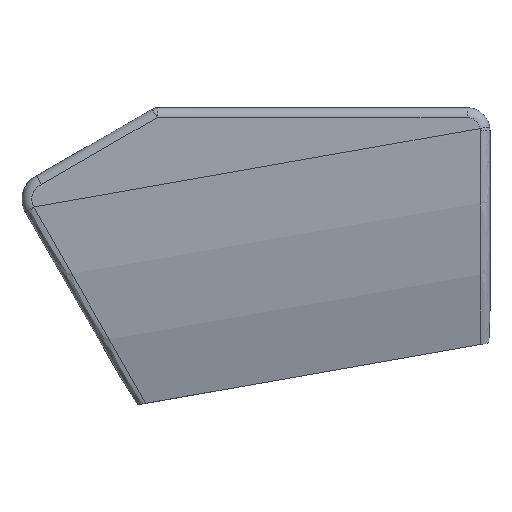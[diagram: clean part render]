
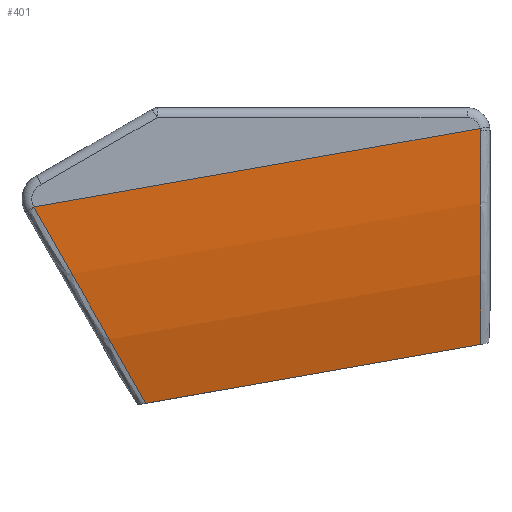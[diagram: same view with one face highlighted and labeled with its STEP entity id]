
A CAD part, top view. The second image highlights one B-rep face of the part: STEP entity #401.
In plain terms, the highlighted cylindrical face has radius 207.5 mm (diameter 415 mm), a partial arc.
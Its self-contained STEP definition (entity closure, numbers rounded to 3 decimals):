
#25=LINE('',#892,#46);
#32=LINE('',#912,#53);
#46=VECTOR('',#513,207.5);
#53=VECTOR('',#536,1.);
#67=CYLINDRICAL_SURFACE('',#453,207.5);
#92=FACE_OUTER_BOUND('',#119,.T.);
#119=EDGE_LOOP('',(#322,#323,#324,#325,#326,#327));
#148=ELLIPSE('',#428,220.454,207.5);
#151=ELLIPSE('',#444,210.596,207.5);
#156=B_SPLINE_CURVE_WITH_KNOTS('',3,(#644,#645,#646,#647),.UNSPECIFIED.,
 .F.,.F.,(4,4),(-0.136,-0.001),.UNSPECIFIED.);
#162=B_SPLINE_CURVE_WITH_KNOTS('',3,(#816,#817,#818,#819),.UNSPECIFIED.,
 .F.,.F.,(4,4),(-0.638,0.),.UNSPECIFIED.);
#172=VERTEX_POINT('',#609);
#173=VERTEX_POINT('',#618);
#175=VERTEX_POINT('',#643);
#185=VERTEX_POINT('',#785);
#187=VERTEX_POINT('',#810);
#189=VERTEX_POINT('',#841);
#206=EDGE_CURVE('',#173,#172,#148,.T.);
#209=EDGE_CURVE('',#175,#173,#156,.T.);
#227=EDGE_CURVE('',#187,#185,#162,.T.);
#231=EDGE_CURVE('',#189,#187,#151,.T.);
#233=EDGE_CURVE('',#175,#185,#25,.T.);
#243=EDGE_CURVE('',#172,#189,#32,.T.);
#322=ORIENTED_EDGE('',*,*,#209,.T.);
#323=ORIENTED_EDGE('',*,*,#206,.T.);
#324=ORIENTED_EDGE('',*,*,#243,.T.);
#325=ORIENTED_EDGE('',*,*,#231,.T.);
#326=ORIENTED_EDGE('',*,*,#227,.T.);
#327=ORIENTED_EDGE('',*,*,#233,.F.);
#401=ADVANCED_FACE('',(#92),#67,.T.);
#428=AXIS2_PLACEMENT_3D('',#619,#473,#474);
#444=AXIS2_PLACEMENT_3D('',#862,#509,#510);
#453=AXIS2_PLACEMENT_3D('',#911,#534,#535);
#473=DIRECTION('center_axis',(0.868,0.496,0.));
#474=DIRECTION('ref_axis',(0.496,-0.868,0.));
#509=DIRECTION('center_axis',(-1.,-0.002,0.));
#510=DIRECTION('ref_axis',(0.002,-1.,0.));
#513=DIRECTION('',(0.985,0.173,0.));
#534=DIRECTION('center_axis',(-0.985,-0.173,0.));
#535=DIRECTION('ref_axis',(0.054,-0.309,0.949));
#536=DIRECTION('',(0.985,0.173,0.));
#609=CARTESIAN_POINT('',(-41.069,-51.706,3.));
#618=CARTESIAN_POINT('',(-75.325,8.307,13.5));
#619=CARTESIAN_POINT('Origin',(-75.393,8.427,-194.));
#643=CARTESIAN_POINT('',(-75.391,8.427,13.5));
#644=CARTESIAN_POINT('Ctrl Pts',(-75.391,8.427,13.5));
#645=CARTESIAN_POINT('Ctrl Pts',(-75.37,8.387,13.5));
#646=CARTESIAN_POINT('Ctrl Pts',(-75.348,8.347,13.5));
#647=CARTESIAN_POINT('Ctrl Pts',(-75.325,8.307,13.5));
#785=CARTESIAN_POINT('',(61.337,32.482,13.5));
#810=CARTESIAN_POINT('',(61.39,31.838,13.499));
#816=CARTESIAN_POINT('Ctrl Pts',(61.39,31.838,13.499));
#817=CARTESIAN_POINT('Ctrl Pts',(61.389,32.054,13.5));
#818=CARTESIAN_POINT('Ctrl Pts',(61.372,32.269,13.5));
#819=CARTESIAN_POINT('Ctrl Pts',(61.337,32.482,13.5));
#841=CARTESIAN_POINT('',(61.551,-33.652,3.));
#862=CARTESIAN_POINT('Origin',(61.388,32.491,-194.));
#892=CARTESIAN_POINT('',(21.133,25.409,13.5));
#911=CARTESIAN_POINT('Origin',(21.133,25.409,-194.));
#912=CARTESIAN_POINT('',(32.425,-38.776,3.));
